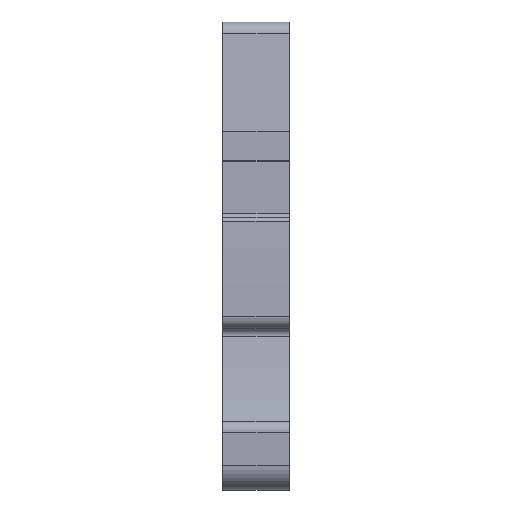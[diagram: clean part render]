
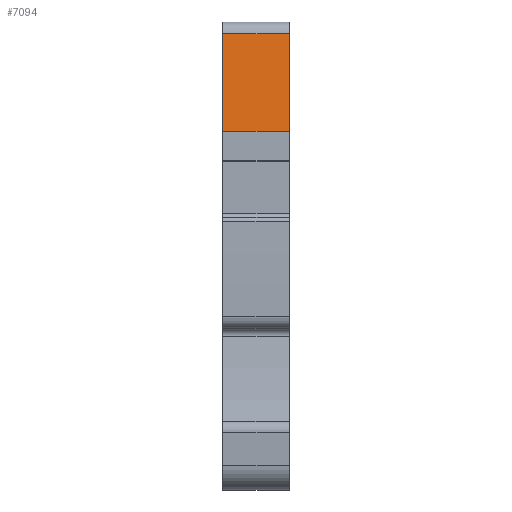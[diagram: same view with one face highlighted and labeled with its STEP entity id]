
A CAD part, front view. The second image highlights one B-rep face of the part: STEP entity #7094.
In plain terms, the highlighted planar face has unit normal (0, -0.996, 0.087).
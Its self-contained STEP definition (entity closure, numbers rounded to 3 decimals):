
#7074=AXIS2_PLACEMENT_3D('Plane Axis2P3D',#7071,#7072,#7073) ;
#160=CARTESIAN_POINT('Vertex',(0.,1.935,27.7)) ;
#163=CARTESIAN_POINT('Line Origine',(0.,2.265,31.469)) ;
#167=CARTESIAN_POINT('Vertex',(0.,2.594,35.237)) ;
#7051=CARTESIAN_POINT('Line Origine',(2.55,2.594,35.237)) ;
#7055=CARTESIAN_POINT('Vertex',(5.1,2.594,35.237)) ;
#7071=CARTESIAN_POINT('Axis2P3D Location',(2.8,1.935,27.7)) ;
#7076=CARTESIAN_POINT('Line Origine',(2.55,1.935,27.7)) ;
#7080=CARTESIAN_POINT('Vertex',(5.1,1.935,27.7)) ;
#7083=CARTESIAN_POINT('Line Origine',(5.1,2.265,31.469)) ;
#164=DIRECTION('Vector Direction',(0.,0.087,0.996)) ;
#7052=DIRECTION('Vector Direction',(1.,0.,0.)) ;
#7072=DIRECTION('Axis2P3D Direction',(0.,-0.996,0.087)) ;
#7073=DIRECTION('Axis2P3D XDirection',(0.,0.087,0.996)) ;
#7077=DIRECTION('Vector Direction',(-1.,0.,0.)) ;
#7084=DIRECTION('Vector Direction',(0.,0.087,0.996)) ;
#165=VECTOR('Line Direction',#164,1.) ;
#7053=VECTOR('Line Direction',#7052,1.) ;
#7078=VECTOR('Line Direction',#7077,1.) ;
#7085=VECTOR('Line Direction',#7084,1.) ;
#7089=ORIENTED_EDGE('',*,*,#7082,.F.) ;
#7090=ORIENTED_EDGE('',*,*,#7087,.T.) ;
#7091=ORIENTED_EDGE('',*,*,#7057,.T.) ;
#7092=ORIENTED_EDGE('',*,*,#169,.F.) ;
#7094=ADVANCED_FACE('MLD',(#7093),#7075,.T.) ;
#169=EDGE_CURVE('',#161,#168,#166,.T.) ;
#7057=EDGE_CURVE('',#7056,#168,#7054,.F.) ;
#7082=EDGE_CURVE('',#7081,#161,#7079,.T.) ;
#7087=EDGE_CURVE('',#7081,#7056,#7086,.T.) ;
#7088=EDGE_LOOP('',(#7089,#7090,#7091,#7092)) ;
#7093=FACE_OUTER_BOUND('',#7088,.T.) ;
#166=LINE('Line',#163,#165) ;
#7054=LINE('Line',#7051,#7053) ;
#7079=LINE('Line',#7076,#7078) ;
#7086=LINE('Line',#7083,#7085) ;
#7075=PLANE('',#7074) ;
#161=VERTEX_POINT('',#160) ;
#168=VERTEX_POINT('',#167) ;
#7056=VERTEX_POINT('',#7055) ;
#7081=VERTEX_POINT('',#7080) ;
